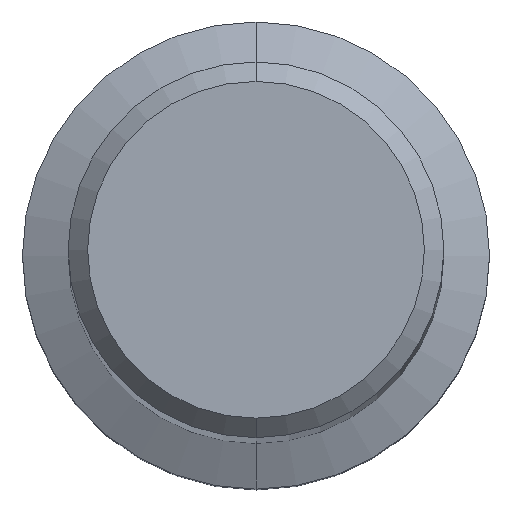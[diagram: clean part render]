
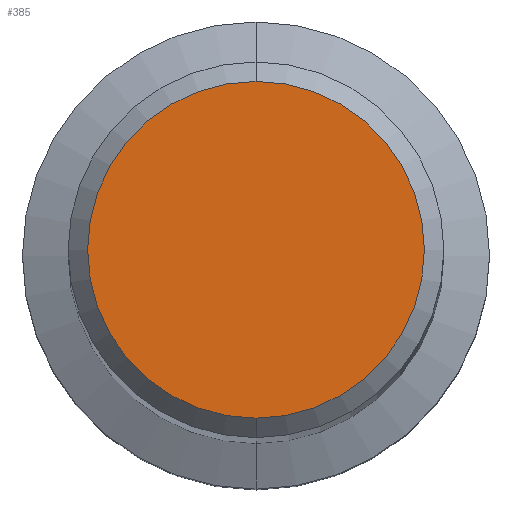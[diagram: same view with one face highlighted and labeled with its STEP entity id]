
A CAD part, top view. The second image highlights one B-rep face of the part: STEP entity #385.
In plain terms, the highlighted planar face has unit normal (0, 0, 1).
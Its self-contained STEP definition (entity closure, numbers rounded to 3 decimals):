
#257=VERTEX_POINT('',#621);
#385=ADVANCED_FACE('',(#764),#765,.T.);
#393=EDGE_CURVE('',#471,#257,#773,.T.);
#409=EDGE_CURVE('',#257,#471,#791,.T.);
#471=VERTEX_POINT('',#859);
#621=CARTESIAN_POINT('',(0.,-8.65,0.0));
#764=FACE_OUTER_BOUND('',#1394,.T.);
#765=PLANE('',#1395);
#773=CIRCLE('',#1405,8.65);
#791=CIRCLE('',#1438,8.65);
#859=CARTESIAN_POINT('',(0.0,8.65,0.0));
#1394=EDGE_LOOP('',(#1967,#1968));
#1395=AXIS2_PLACEMENT_3D('',#1969,#1970,#1971);
#1405=AXIS2_PLACEMENT_3D('',#1975,#1976,#1977);
#1438=AXIS2_PLACEMENT_3D('',#1996,#1997,#1998);
#1967=ORIENTED_EDGE('',*,*,#393,.F.);
#1968=ORIENTED_EDGE('',*,*,#409,.F.);
#1969=CARTESIAN_POINT('',(0.0,4.325,0.0));
#1970=DIRECTION('',(-0.0,0.0,1.0));
#1971=DIRECTION('',(0.0,-1.0,0.0));
#1975=CARTESIAN_POINT('',(0.0,0.0,0.0));
#1976=DIRECTION('',(0.0,0.0,-1.0));
#1977=DIRECTION('',(0.0,1.0,0.0));
#1996=CARTESIAN_POINT('',(0.0,0.0,0.0));
#1997=DIRECTION('',(0.0,0.0,-1.0));
#1998=DIRECTION('',(0.0,1.0,0.0));
